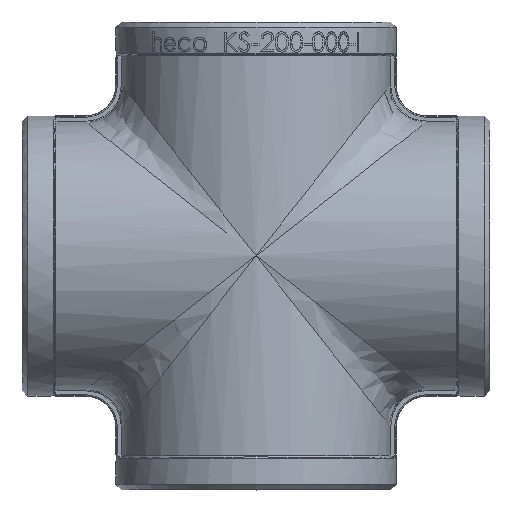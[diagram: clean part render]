
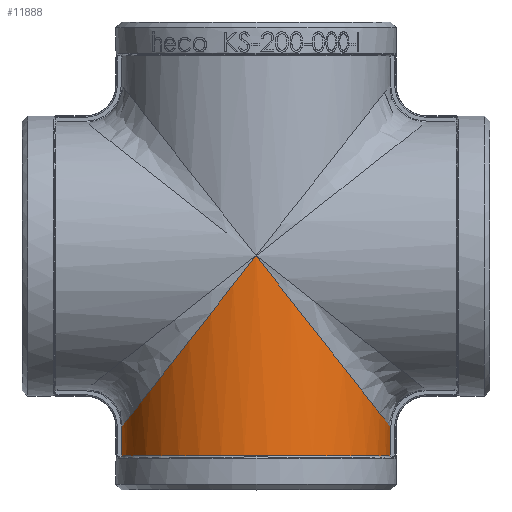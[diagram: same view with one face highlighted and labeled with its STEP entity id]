
A CAD part, top view. The second image highlights one B-rep face of the part: STEP entity #11888.
In plain terms, the highlighted cylindrical face has radius 33 mm (diameter 66 mm), a partial arc.
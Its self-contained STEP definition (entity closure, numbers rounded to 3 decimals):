
#3929 = CARTESIAN_POINT ( 'NONE',  ( 31.796, -40.467, 9.715 ) ) ;
#3932 = CARTESIAN_POINT ( 'NONE',  ( 32.687, -41.601, 5.103 ) ) ;
#3938 = CARTESIAN_POINT ( 'NONE',  ( 4.672, -5.946, 33. ) ) ;
#3950 = CARTESIAN_POINT ( 'NONE',  ( 21.808, -27.756, 25.538 ) ) ;
#3965 = CARTESIAN_POINT ( 'NONE',  ( 11.674, -14.858, 31.485 ) ) ;
#3977 = CARTESIAN_POINT ( 'NONE',  ( 0., 0., 33. ) ) ;
#3982 = CARTESIAN_POINT ( 'NONE',  ( 28.119, -35.788, 18.366 ) ) ;
#3984 = CARTESIAN_POINT ( 'NONE',  ( 32.883, -41.851, 2.775 ) ) ;
#4473 = CARTESIAN_POINT ( 'NONE',  ( 32.883, 24.75, 2.775 ) ) ;
#4515 = LINE ( 'NONE', #4473, #32098 ) ;
#4523 = CARTESIAN_POINT ( 'NONE',  ( -32.687, -41.601, 5.103 ) ) ;
#4527 = CARTESIAN_POINT ( 'NONE',  ( -4.672, -5.946, 33. ) ) ;
#4534 = CARTESIAN_POINT ( 'NONE',  ( 0., 0., 33. ) ) ;
#4537 = CARTESIAN_POINT ( 'NONE',  ( -31.796, -40.467, 9.715 ) ) ;
#4543 = CARTESIAN_POINT ( 'NONE',  ( -11.674, -14.858, 31.485 ) ) ;
#4547 = CARTESIAN_POINT ( 'NONE',  ( -32.883, -41.851, 2.775 ) ) ;
#4558 = CARTESIAN_POINT ( 'NONE',  ( -21.808, -27.756, 25.538 ) ) ;
#4560 = DIRECTION ( 'NONE',  ( 0., -1., 0. ) ) ;
#4563 = CARTESIAN_POINT ( 'NONE',  ( -28.119, -35.788, 18.366 ) ) ;
#4627 = CARTESIAN_POINT ( 'NONE',  ( -32.883, 24.75, 2.775 ) ) ;
#4644 = DIRECTION ( 'NONE',  ( 0., 1., 0. ) ) ;
#4648 = LINE ( 'NONE', #4627, #32068 ) ;
#5074 = CARTESIAN_POINT ( 'NONE',  ( 0., -49.2, 0. ) ) ;
#5095 = DIRECTION ( 'NONE',  ( 0., -1., 0. ) ) ;
#5108 = DIRECTION ( 'NONE',  ( -1., 0., 0. ) ) ;
#5137 = B_SPLINE_CURVE_WITH_KNOTS ( 'NONE', 3,
 ( #4547, #4523, #4537, #4563, #4558, #4543, #4527, #4534 ),
 .UNSPECIFIED., .F., .F.,
 ( 4, 1, 1, 1, 1, 4 ),
 ( 0., 0.143, 0.286, 0.571, 0.714, 1. ),
 .UNSPECIFIED. ) ;
#5177 = B_SPLINE_CURVE_WITH_KNOTS ( 'NONE', 3,
 ( #3977, #3938, #3965, #3950, #3982, #3929, #3932, #3984 ),
 .UNSPECIFIED., .F., .F.,
 ( 4, 1, 1, 1, 1, 4 ),
 ( 0., 0.286, 0.429, 0.714, 0.857, 1. ),
 .UNSPECIFIED. ) ;
#7205 = CARTESIAN_POINT ( 'NONE',  ( 32.883, -41.851, 2.775 ) ) ;
#7216 = CARTESIAN_POINT ( 'NONE',  ( -32.883, -41.851, 2.775 ) ) ;
#7228 = CARTESIAN_POINT ( 'NONE',  ( -32.883, -49.2, 2.775 ) ) ;
#7285 = CARTESIAN_POINT ( 'NONE',  ( 32.883, -49.2, 2.775 ) ) ;
#11888 = ADVANCED_FACE ( 'NONE', ( #31032 ), #31019, .T. ) ;
#12544 = VERTEX_POINT ( 'NONE', #35891 ) ;
#13284 = ORIENTED_EDGE ( 'NONE', *, *, #14304, .F. ) ;
#13297 = ORIENTED_EDGE ( 'NONE', *, *, #14385, .F. ) ;
#13299 = ORIENTED_EDGE ( 'NONE', *, *, #14389, .F. ) ;
#13301 = ORIENTED_EDGE ( 'NONE', *, *, #14310, .F. ) ;
#13321 = ORIENTED_EDGE ( 'NONE', *, *, #14411, .F. ) ;
#14304 = EDGE_CURVE ( 'NONE', #15082, #15050, #31954, .T. ) ;
#14310 = EDGE_CURVE ( 'NONE', #12544, #15058, #5177, .T. ) ;
#14385 = EDGE_CURVE ( 'NONE', #15058, #15082, #4515, .T. ) ;
#14389 = EDGE_CURVE ( 'NONE', #15062, #12544, #5137, .T. ) ;
#14411 = EDGE_CURVE ( 'NONE', #15050, #15062, #4648, .T. ) ;
#15050 = VERTEX_POINT ( 'NONE', #7228 ) ;
#15058 = VERTEX_POINT ( 'NONE', #7205 ) ;
#15062 = VERTEX_POINT ( 'NONE', #7216 ) ;
#15082 = VERTEX_POINT ( 'NONE', #7285 ) ;
#15181 = EDGE_LOOP ( 'NONE', ( #13297, #13301, #13299, #13321, #13284 ) ) ;
#28238 = AXIS2_PLACEMENT_3D ( 'NONE', #31021, #31024, #31043 ) ;
#31019 = CYLINDRICAL_SURFACE ( 'NONE', #28238, 33. ) ;
#31021 = CARTESIAN_POINT ( 'NONE',  ( 0., 24.75, 0. ) ) ;
#31024 = DIRECTION ( 'NONE',  ( 0., 1., 0. ) ) ;
#31032 = FACE_OUTER_BOUND ( 'NONE', #15181, .T. ) ;
#31043 = DIRECTION ( 'NONE',  ( 1., 0., 0. ) ) ;
#31945 = AXIS2_PLACEMENT_3D ( 'NONE', #5074, #5095, #5108 ) ;
#31954 = CIRCLE ( 'NONE', #31945, 33. ) ;
#32068 = VECTOR ( 'NONE', #4644, 1000. ) ;
#32098 = VECTOR ( 'NONE', #4560, 1000. ) ;
#35891 = CARTESIAN_POINT ( 'NONE',  ( 0., 0., 33. ) ) ;
